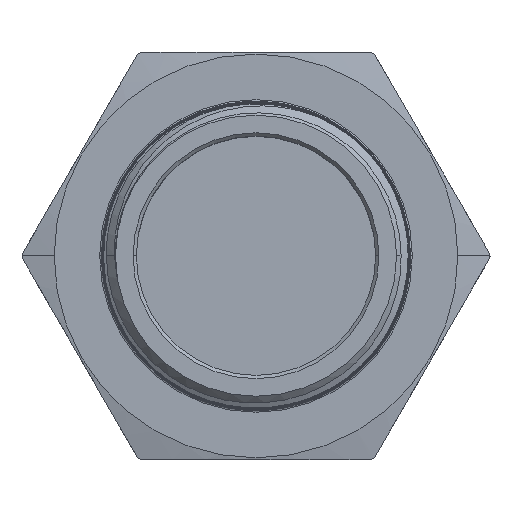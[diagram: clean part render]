
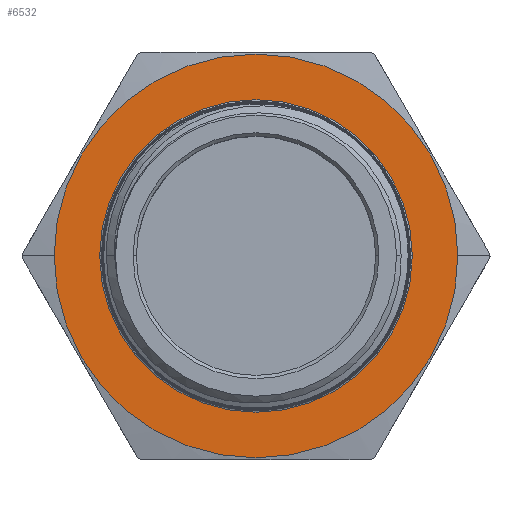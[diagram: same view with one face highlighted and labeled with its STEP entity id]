
A CAD part, top view. The second image highlights one B-rep face of the part: STEP entity #6532.
In plain terms, the highlighted planar face has unit normal (0, 0, 1).
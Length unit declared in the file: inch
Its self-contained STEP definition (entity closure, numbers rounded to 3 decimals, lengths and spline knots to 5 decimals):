
#255 = CARTESIAN_POINT ( 'NONE',  ( 0., 0., 0.29 ) ) ;
#256 = DIRECTION ( 'NONE',  ( 0., 0., -1. ) ) ;
#257 = DIRECTION ( 'NONE',  ( -1., 0., 0. ) ) ;
#594 = CARTESIAN_POINT ( 'NONE',  ( 0., 0., 0.29 ) ) ;
#595 = DIRECTION ( 'NONE',  ( 0., 0., -1. ) ) ;
#596 = DIRECTION ( 'NONE',  ( 1., 0., 0. ) ) ;
#623 = FACE_OUTER_BOUND ( 'NONE', #5302, .T. ) ;
#660 = FACE_BOUND ( 'NONE', #5303, .T. ) ;
#733 = CIRCLE ( 'NONE', #7491, 1.24 ) ;
#766 = CIRCLE ( 'NONE', #7504, 0.96 ) ;
#791 = CIRCLE ( 'NONE', #7508, 0.96 ) ;
#792 = CIRCLE ( 'NONE', #7509, 1.24 ) ;
#5302 = EDGE_LOOP ( 'NONE', ( #6204, #6205 ) ) ;
#5303 = EDGE_LOOP ( 'NONE', ( #6206, #6211 ) ) ;
#5724 = CARTESIAN_POINT ( 'NONE',  ( 0., 0., 0.29 ) ) ;
#5725 = DIRECTION ( 'NONE',  ( 0., 0., -1. ) ) ;
#5726 = DIRECTION ( 'NONE',  ( 1., 0., 0. ) ) ;
#5729 = CARTESIAN_POINT ( 'NONE',  ( 0., 0., 0.29 ) ) ;
#5730 = DIRECTION ( 'NONE',  ( 0., 0., -1. ) ) ;
#5731 = DIRECTION ( 'NONE',  ( -1., 0., 0. ) ) ;
#6030 = VERTEX_POINT ( 'NONE', #6810 ) ;
#6040 = VERTEX_POINT ( 'NONE', #6799 ) ;
#6041 = VERTEX_POINT ( 'NONE', #6798 ) ;
#6046 = VERTEX_POINT ( 'NONE', #6793 ) ;
#6204 = ORIENTED_EDGE ( 'NONE', *, *, #7599, .F. ) ;
#6205 = ORIENTED_EDGE ( 'NONE', *, *, #7663, .F. ) ;
#6206 = ORIENTED_EDGE ( 'NONE', *, *, #7628, .T. ) ;
#6211 = ORIENTED_EDGE ( 'NONE', *, *, #7662, .T. ) ;
#6532 = ADVANCED_FACE ( 'NONE', ( #623, #660 ), #6611, .T. ) ;
#6609 = DIRECTION ( 'NONE',  ( 1., 0., 0. ) ) ;
#6611 = PLANE ( 'NONE',  #7751 ) ;
#6613 = CARTESIAN_POINT ( 'NONE',  ( -0.72169, -1.25, 0.29 ) ) ;
#6614 = DIRECTION ( 'NONE',  ( 0., 0., 1. ) ) ;
#6793 = CARTESIAN_POINT ( 'NONE',  ( 1.24, 0., 0.29 ) ) ;
#6798 = CARTESIAN_POINT ( 'NONE',  ( -0.96, 0., 0.29 ) ) ;
#6799 = CARTESIAN_POINT ( 'NONE',  ( 0.96, 0., 0.29 ) ) ;
#6810 = CARTESIAN_POINT ( 'NONE',  ( -1.24, 0., 0.29 ) ) ;
#7491 = AXIS2_PLACEMENT_3D ( 'NONE', #255, #256, #257 ) ;
#7504 = AXIS2_PLACEMENT_3D ( 'NONE', #594, #595, #596 ) ;
#7508 = AXIS2_PLACEMENT_3D ( 'NONE', #5724, #5725, #5726 ) ;
#7509 = AXIS2_PLACEMENT_3D ( 'NONE', #5729, #5730, #5731 ) ;
#7599 = EDGE_CURVE ( 'NONE', #6030, #6046, #733, .T. ) ;
#7628 = EDGE_CURVE ( 'NONE', #6040, #6041, #766, .T. ) ;
#7662 = EDGE_CURVE ( 'NONE', #6041, #6040, #791, .T. ) ;
#7663 = EDGE_CURVE ( 'NONE', #6046, #6030, #792, .T. ) ;
#7751 = AXIS2_PLACEMENT_3D ( 'NONE', #6613, #6614, #6609 ) ;
